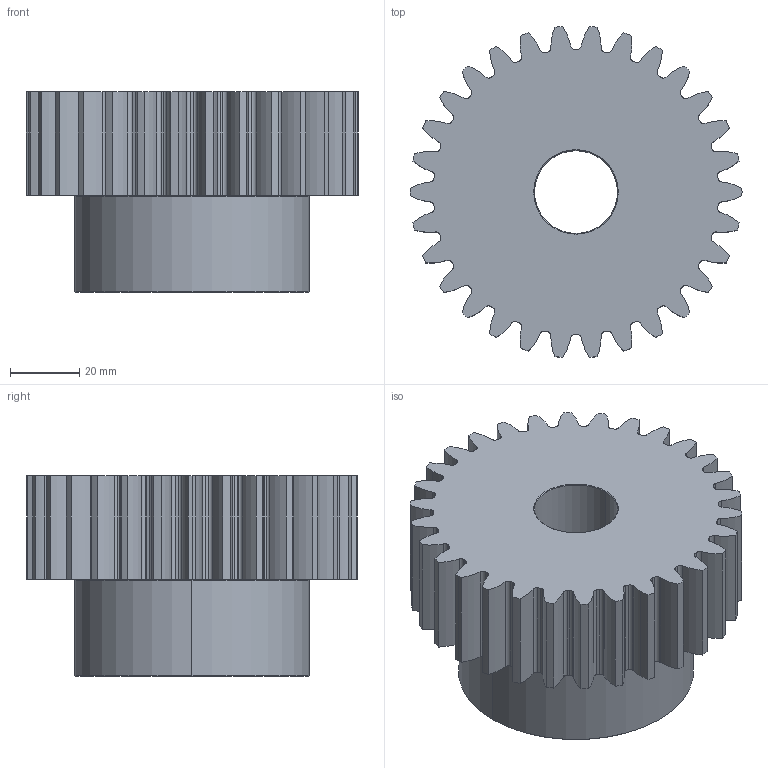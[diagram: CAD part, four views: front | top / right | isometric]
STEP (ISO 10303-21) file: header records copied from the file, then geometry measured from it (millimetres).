
FILE_DESCRIPTION(('STEP AP214'),'1');
FILE_NAME('117-030-030.stp','2017-08-22T11:44:49',('TraceParts'),('TraceParts S.A.'),'Spatial InterOp 3D',' ',' ');
FILE_SCHEMA(('automotive_design'));
Length unit declared in the file: millimetre
Products named in the file (1): 117-030-030
Bounding box: 96 x 95.68 x 58 mm (x, y, z)
Volume: 264325.3 mm3; surface area: 38679.7 mm2
Topology: 1 solids, 1 shells, 233 faces, 682 edges, 452 vertices
Faces by surface type: cylinder 222, cone 6, plane 3, torus 2
Entity records: 9899 total; most frequent: DIRECTION 1604, CARTESIAN_POINT 1368, ORIENTED_EDGE 1364, AXIS2_PLACEMENT_3D 688, EDGE_CURVE 682, CIRCLE 454, VERTEX_POINT 452, EDGE_LOOP 236
